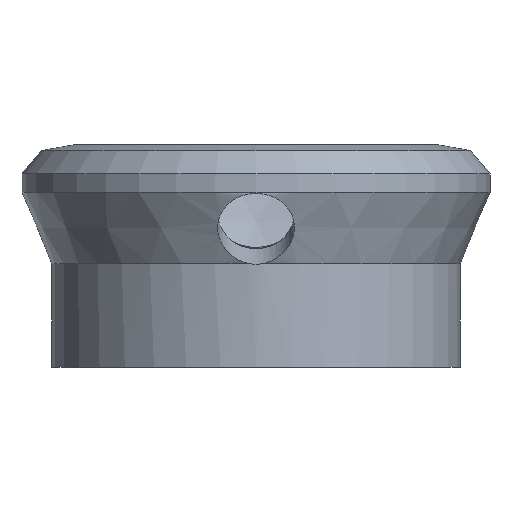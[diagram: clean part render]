
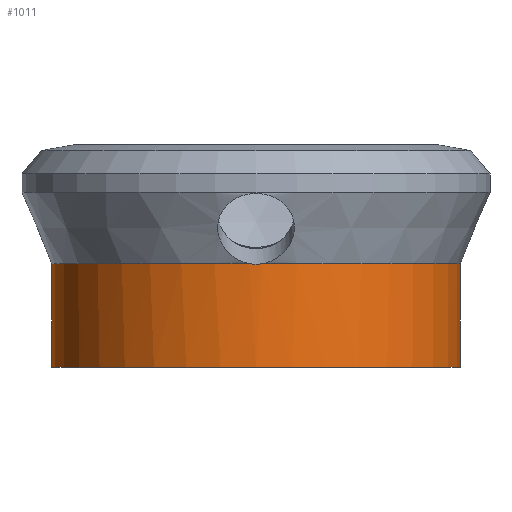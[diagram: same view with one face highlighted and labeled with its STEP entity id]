
A CAD part, front view. The second image highlights one B-rep face of the part: STEP entity #1011.
In plain terms, the highlighted cylindrical face has radius 20.25 mm (diameter 40.5 mm), a full revolution.
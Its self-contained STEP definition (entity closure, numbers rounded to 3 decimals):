
#71=B_SPLINE_CURVE_WITH_KNOTS('',3,(#1760,#1761,#1762,#1763,#1764,#1765),
 .UNSPECIFIED.,.F.,.F.,(4,2,4),(2.937,3.002,3.068),
 .UNSPECIFIED.);
#72=B_SPLINE_CURVE_WITH_KNOTS('',3,(#1775,#1776,#1777,#1778,#1779,#1780),
 .UNSPECIFIED.,.F.,.F.,(4,2,4),(1.72,1.785,1.85),
 .UNSPECIFIED.);
#73=B_SPLINE_CURVE_WITH_KNOTS('',3,(#1781,#1782,#1783,#1784,#1785,#1786),
 .UNSPECIFIED.,.F.,.F.,(4,2,4),(0.543,0.608,0.674),
 .UNSPECIFIED.);
#84=CYLINDRICAL_SURFACE('',#1123,20.25);
#107=FACE_OUTER_BOUND('',#171,.T.);
#171=EDGE_LOOP('',(#768,#769,#770,#771,#772,#773,#774,#775,#776,#777,#778));
#239=LINE('',#1774,#307);
#307=VECTOR('',#1312,17.6);
#395=CIRCLE('',#1115,20.25);
#396=CIRCLE('',#1116,20.25);
#397=CIRCLE('',#1117,20.25);
#398=CIRCLE('',#1118,20.25);
#399=CIRCLE('',#1119,20.25);
#402=CIRCLE('',#1124,20.25);
#467=VERTEX_POINT('',#1625);
#468=VERTEX_POINT('',#1627);
#470=VERTEX_POINT('',#1642);
#471=VERTEX_POINT('',#1670);
#472=VERTEX_POINT('',#1672);
#474=VERTEX_POINT('',#1687);
#475=VERTEX_POINT('',#1715);
#477=VERTEX_POINT('',#1730);
#480=VERTEX_POINT('',#1772);
#575=EDGE_CURVE('',#467,#468,#395,.T.);
#578=EDGE_CURVE('',#470,#471,#396,.T.);
#579=EDGE_CURVE('',#471,#472,#397,.T.);
#582=EDGE_CURVE('',#474,#475,#398,.T.);
#585=EDGE_CURVE('',#477,#467,#399,.T.);
#586=EDGE_CURVE('',#477,#475,#71,.T.);
#590=EDGE_CURVE('',#480,#480,#402,.F.);
#591=EDGE_CURVE('',#480,#471,#239,.T.);
#592=EDGE_CURVE('',#468,#470,#72,.T.);
#593=EDGE_CURVE('',#474,#472,#73,.T.);
#768=ORIENTED_EDGE('',*,*,#590,.F.);
#769=ORIENTED_EDGE('',*,*,#591,.T.);
#770=ORIENTED_EDGE('',*,*,#578,.F.);
#771=ORIENTED_EDGE('',*,*,#592,.F.);
#772=ORIENTED_EDGE('',*,*,#575,.F.);
#773=ORIENTED_EDGE('',*,*,#585,.F.);
#774=ORIENTED_EDGE('',*,*,#586,.T.);
#775=ORIENTED_EDGE('',*,*,#582,.F.);
#776=ORIENTED_EDGE('',*,*,#593,.T.);
#777=ORIENTED_EDGE('',*,*,#579,.F.);
#778=ORIENTED_EDGE('',*,*,#591,.F.);
#1011=ADVANCED_FACE('',(#107),#84,.T.);
#1115=AXIS2_PLACEMENT_3D('',#1628,#1291,#1292);
#1116=AXIS2_PLACEMENT_3D('',#1671,#1293,#1294);
#1117=AXIS2_PLACEMENT_3D('',#1673,#1295,#1296);
#1118=AXIS2_PLACEMENT_3D('',#1716,#1297,#1298);
#1119=AXIS2_PLACEMENT_3D('',#1758,#1299,#1300);
#1123=AXIS2_PLACEMENT_3D('',#1771,#1308,#1309);
#1124=AXIS2_PLACEMENT_3D('',#1773,#1310,#1311);
#1291=DIRECTION('center_axis',(0.,0.,
1.));
#1292=DIRECTION('ref_axis',(1.,0.,0.));
#1293=DIRECTION('center_axis',(0.,0.,
1.));
#1294=DIRECTION('ref_axis',(1.,0.,0.));
#1295=DIRECTION('center_axis',(0.,0.,
1.));
#1296=DIRECTION('ref_axis',(1.,0.,0.));
#1297=DIRECTION('center_axis',(0.,0.,
1.));
#1298=DIRECTION('ref_axis',(1.,0.,0.));
#1299=DIRECTION('center_axis',(0.,0.,
1.));
#1300=DIRECTION('ref_axis',(1.,0.,0.));
#1308=DIRECTION('center_axis',(0.,0.,
-1.));
#1309=DIRECTION('ref_axis',(1.,0.,0.));
#1310=DIRECTION('center_axis',(0.,0.,
1.));
#1311=DIRECTION('ref_axis',(1.,0.,0.));
#1312=DIRECTION('',(0.,0.,1.));
#1625=CARTESIAN_POINT('',(0.,20.25,18.188));
#1627=CARTESIAN_POINT('',(-17.197,10.693,18.188));
#1628=CARTESIAN_POINT('Origin',(0.,0.,
18.188));
#1642=CARTESIAN_POINT('',(-17.859,9.546,18.188));
#1670=CARTESIAN_POINT('',(-20.25,0.,18.188));
#1671=CARTESIAN_POINT('Origin',(0.,0.,
18.188));
#1672=CARTESIAN_POINT('',(-0.662,-20.239,18.188));
#1673=CARTESIAN_POINT('Origin',(0.,0.,
18.188));
#1687=CARTESIAN_POINT('',(0.662,-20.239,18.188));
#1715=CARTESIAN_POINT('',(17.859,9.546,18.188));
#1716=CARTESIAN_POINT('Origin',(0.,0.,
18.188));
#1730=CARTESIAN_POINT('',(17.197,10.693,18.188));
#1758=CARTESIAN_POINT('Origin',(0.,0.,
18.188));
#1760=CARTESIAN_POINT('Ctrl Pts',(17.197,10.693,18.188));
#1761=CARTESIAN_POINT('Ctrl Pts',(17.313,10.505,18.142));
#1762=CARTESIAN_POINT('Ctrl Pts',(17.428,10.314,18.12));
#1763=CARTESIAN_POINT('Ctrl Pts',(17.646,9.936,18.12));
#1764=CARTESIAN_POINT('Ctrl Pts',(17.754,9.741,18.142));
#1765=CARTESIAN_POINT('Ctrl Pts',(17.859,9.546,18.188));
#1771=CARTESIAN_POINT('Origin',(0.,0.,
12.63));
#1772=CARTESIAN_POINT('',(-20.25,0.,7.905));
#1773=CARTESIAN_POINT('Origin',(0.,0.,
7.905));
#1774=CARTESIAN_POINT('',(-20.25,0.,12.63));
#1775=CARTESIAN_POINT('Ctrl Pts',(-17.197,10.693,18.188));
#1776=CARTESIAN_POINT('Ctrl Pts',(-17.314,10.505,18.142));
#1777=CARTESIAN_POINT('Ctrl Pts',(-17.428,10.313,18.12));
#1778=CARTESIAN_POINT('Ctrl Pts',(-17.646,9.937,18.12));
#1779=CARTESIAN_POINT('Ctrl Pts',(-17.754,9.742,18.142));
#1780=CARTESIAN_POINT('Ctrl Pts',(-17.859,9.546,18.188));
#1781=CARTESIAN_POINT('Ctrl Pts',(0.662,-20.239,18.188));
#1782=CARTESIAN_POINT('Ctrl Pts',(0.441,-20.246,18.142));
#1783=CARTESIAN_POINT('Ctrl Pts',(0.218,-20.25,18.12));
#1784=CARTESIAN_POINT('Ctrl Pts',(-0.218,-20.25,
18.12));
#1785=CARTESIAN_POINT('Ctrl Pts',(-0.441,-20.246,
18.142));
#1786=CARTESIAN_POINT('Ctrl Pts',(-0.662,-20.239,
18.188));
